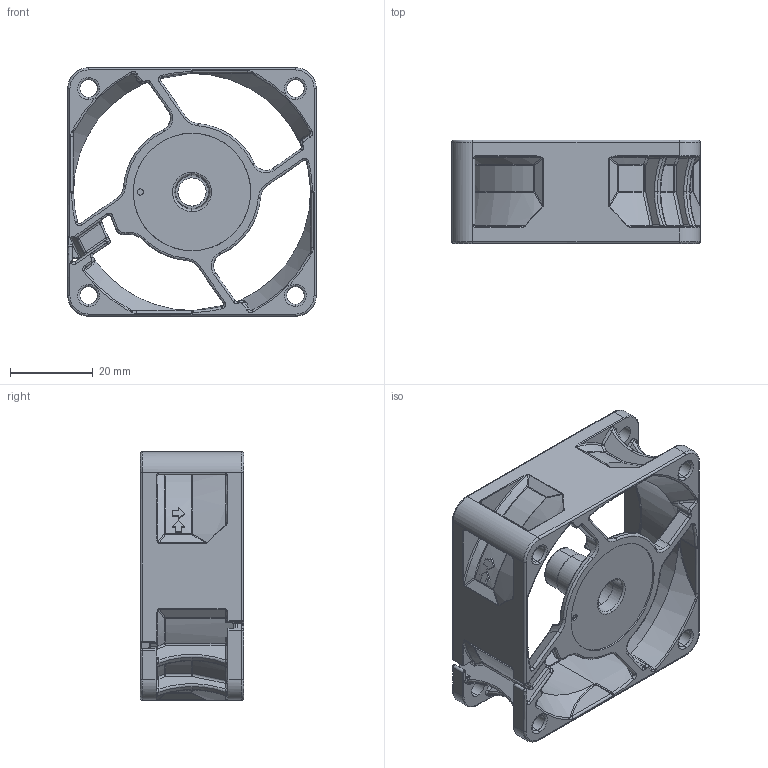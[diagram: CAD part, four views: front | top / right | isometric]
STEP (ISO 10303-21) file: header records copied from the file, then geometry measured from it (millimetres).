
FILE_DESCRIPTION (( 'STEP AP203' ), '1' );
FILE_NAME ('OA60EC_m2_frame.stp', '2022-11-11T14:49:05', ( '' ), ( '' ), 'SwSTEP 2.0', 'SolidWorks 2018', '' );
FILE_SCHEMA (( 'CONFIG_CONTROL_DESIGN' ));
Products named in the file (1): OA60EC_m2_frame
Bounding box: 60 x 25 x 60 mm (x, y, z)
Volume: 13891.7 mm3; surface area: 16700 mm2
Topology: 1 solids, 1 shells, 869 faces, 2069 edges, 1149 vertices
Faces by surface type: bspline 775, plane 92, torus 2
Entity records: 75842 total; most frequent: CARTESIAN_POINT 63900, ORIENTED_EDGE 4034, EDGE_CURVE 2017, B_SPLINE_CURVE_WITH_KNOTS 1283, VERTEX_POINT 1149, EDGE_LOOP 898, ADVANCED_FACE 869, FACE_OUTER_BOUND 869
